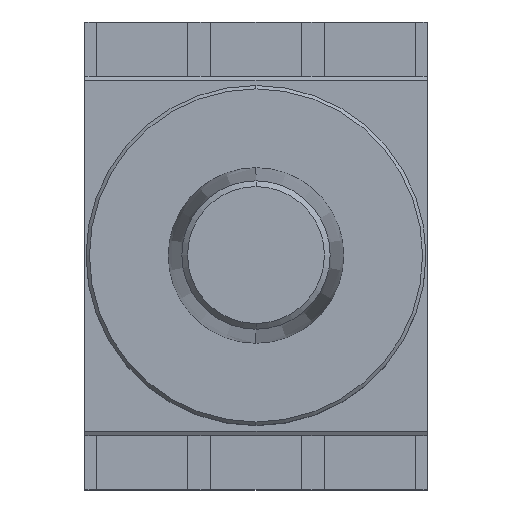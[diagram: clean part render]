
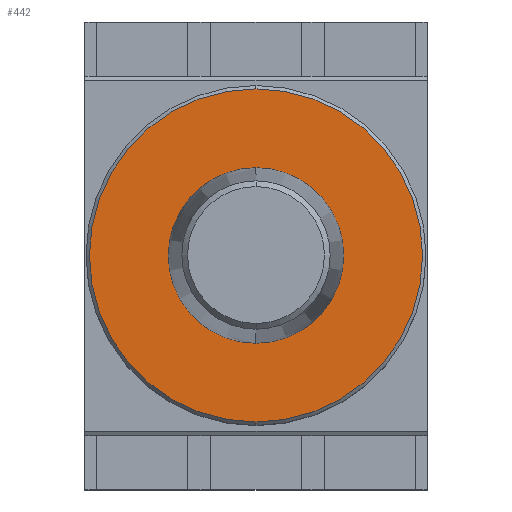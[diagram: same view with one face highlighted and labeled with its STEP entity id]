
A CAD part, top view. The second image highlights one B-rep face of the part: STEP entity #442.
In plain terms, the highlighted planar face has unit normal (0, 0, 1).
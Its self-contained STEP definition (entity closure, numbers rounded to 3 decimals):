
#332=CARTESIAN_POINT('',(0.,7.691,20.5));
#333=VERTEX_POINT('',#332);
#349=CARTESIAN_POINT('',(0.,-7.691,20.5));
#350=VERTEX_POINT('',#349);
#357=CARTESIAN_POINT('',(0.,0.0,20.5));
#358=DIRECTION('',(0.0,0.0,1.0));
#359=DIRECTION('',(0.0,1.0,0.0));
#360=AXIS2_PLACEMENT_3D('',#357,#358,#359);
#361=CIRCLE('',#360,7.691);
#362=EDGE_CURVE('',#350,#333,#361,.T.);
#372=CARTESIAN_POINT('',(0.,14.6,20.5));
#373=VERTEX_POINT('',#372);
#380=CARTESIAN_POINT('',(0.,-14.6,20.5));
#381=VERTEX_POINT('',#380);
#382=CARTESIAN_POINT('',(0.,0.0,20.5));
#383=DIRECTION('',(0.0,0.0,1.0));
#384=DIRECTION('',(0.0,1.0,0.0));
#385=AXIS2_PLACEMENT_3D('',#382,#383,#384);
#386=CIRCLE('',#385,14.6);
#387=EDGE_CURVE('',#381,#373,#386,.T.);
#413=CARTESIAN_POINT('',(0.,0.0,20.5));
#414=DIRECTION('',(0.0,0.0,1.0));
#415=DIRECTION('',(0.0,1.0,0.0));
#416=AXIS2_PLACEMENT_3D('',#413,#414,#415);
#417=CIRCLE('',#416,14.6);
#418=EDGE_CURVE('',#373,#381,#417,.T.);
#423=CARTESIAN_POINT('',(0.,11.146,20.5));
#424=DIRECTION('',(0.0,0.0,1.0));
#425=DIRECTION('',(1.0,0.0,0.0));
#426=AXIS2_PLACEMENT_3D('',#423,#424,#425);
#427=PLANE('',#426);
#428=ORIENTED_EDGE('',*,*,#418,.T.);
#429=ORIENTED_EDGE('',*,*,#387,.T.);
#430=EDGE_LOOP('',(#428,#429));
#431=FACE_OUTER_BOUND('',#430,.T.);
#432=CARTESIAN_POINT('',(0.,0.0,20.5));
#433=DIRECTION('',(0.0,0.0,1.0));
#434=DIRECTION('',(0.0,1.0,0.0));
#435=AXIS2_PLACEMENT_3D('',#432,#433,#434);
#436=CIRCLE('',#435,7.691);
#437=EDGE_CURVE('',#333,#350,#436,.T.);
#438=ORIENTED_EDGE('',*,*,#437,.F.);
#439=ORIENTED_EDGE('',*,*,#362,.F.);
#440=EDGE_LOOP('',(#438,#439));
#441=FACE_BOUND('',#440,.T.);
#442=ADVANCED_FACE('',(#431,#441),#427,.T.);
